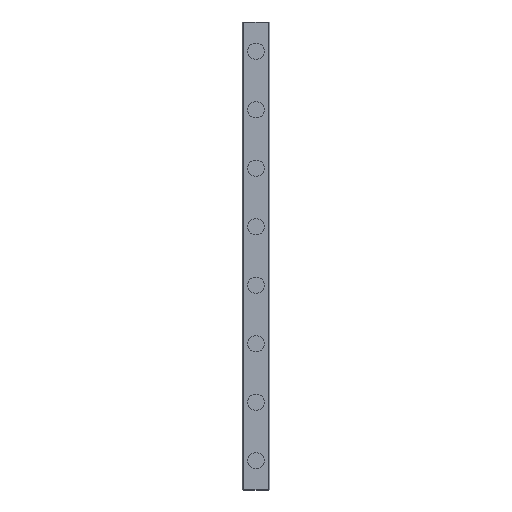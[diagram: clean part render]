
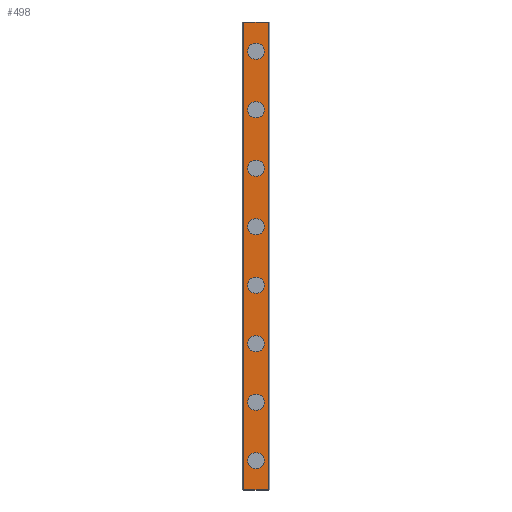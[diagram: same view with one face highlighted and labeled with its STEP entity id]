
A CAD part, top view. The second image highlights one B-rep face of the part: STEP entity #498.
In plain terms, the highlighted planar face has unit normal (0, 0, 1).
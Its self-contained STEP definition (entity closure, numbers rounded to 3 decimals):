
#498=ADVANCED_FACE('',(#1023,#1024,#1025,#1026,#1027,#1028,#1029,#1030,#1031),#1032,.T.);
#1023=FACE_BOUND('',#1560,.T.);
#1024=FACE_BOUND('',#1561,.T.);
#1025=FACE_BOUND('',#1562,.T.);
#1026=FACE_BOUND('',#1563,.T.);
#1027=FACE_BOUND('',#1564,.T.);
#1028=FACE_BOUND('',#1565,.T.);
#1029=FACE_BOUND('',#1566,.T.);
#1030=FACE_BOUND('',#1567,.T.);
#1031=FACE_OUTER_BOUND('',#1568,.T.);
#1032=PLANE('',#1569);
#1560=EDGE_LOOP('',(#2974,#2975));
#1561=EDGE_LOOP('',(#2976,#2977));
#1562=EDGE_LOOP('',(#2978,#2979));
#1563=EDGE_LOOP('',(#2980,#2981));
#1564=EDGE_LOOP('',(#2982,#2983));
#1565=EDGE_LOOP('',(#2984,#2985));
#1566=EDGE_LOOP('',(#2986,#2987));
#1567=EDGE_LOOP('',(#2988,#2989));
#1568=EDGE_LOOP('',(#2990,#2991,#2992,#2993));
#1569=AXIS2_PLACEMENT_3D('',#2994,#2995,#2996);
#2974=ORIENTED_EDGE('',*,*,#3189,.T.);
#2975=ORIENTED_EDGE('',*,*,#3579,.T.);
#2976=ORIENTED_EDGE('',*,*,#3179,.T.);
#2977=ORIENTED_EDGE('',*,*,#3585,.T.);
#2978=ORIENTED_EDGE('',*,*,#3169,.T.);
#2979=ORIENTED_EDGE('',*,*,#3591,.T.);
#2980=ORIENTED_EDGE('',*,*,#3159,.T.);
#2981=ORIENTED_EDGE('',*,*,#3597,.T.);
#2982=ORIENTED_EDGE('',*,*,#3149,.T.);
#2983=ORIENTED_EDGE('',*,*,#3603,.T.);
#2984=ORIENTED_EDGE('',*,*,#3139,.T.);
#2985=ORIENTED_EDGE('',*,*,#3609,.T.);
#2986=ORIENTED_EDGE('',*,*,#3129,.T.);
#2987=ORIENTED_EDGE('',*,*,#3615,.T.);
#2988=ORIENTED_EDGE('',*,*,#3119,.T.);
#2989=ORIENTED_EDGE('',*,*,#3621,.T.);
#2990=ORIENTED_EDGE('',*,*,#3564,.T.);
#2991=ORIENTED_EDGE('',*,*,#3655,.F.);
#2992=ORIENTED_EDGE('',*,*,#3450,.T.);
#2993=ORIENTED_EDGE('',*,*,#3653,.T.);
#2994=CARTESIAN_POINT('',(0.0,120.0,4.8));
#2995=DIRECTION('',(0.0,0.0,1.0));
#2996=DIRECTION('',(-1.0,0.0,0.0));
#3119=EDGE_CURVE('',#3712,#3709,#3713,.T.);
#3129=EDGE_CURVE('',#3730,#3727,#3731,.T.);
#3139=EDGE_CURVE('',#3748,#3745,#3749,.T.);
#3149=EDGE_CURVE('',#3766,#3763,#3767,.T.);
#3159=EDGE_CURVE('',#3784,#3781,#3785,.T.);
#3169=EDGE_CURVE('',#3802,#3799,#3803,.T.);
#3179=EDGE_CURVE('',#3820,#3817,#3821,.T.);
#3189=EDGE_CURVE('',#3838,#3835,#3839,.T.);
#3450=EDGE_CURVE('',#4224,#4222,#4225,.T.);
#3564=EDGE_CURVE('',#4405,#4403,#4406,.T.);
#3579=EDGE_CURVE('',#3835,#3838,#4432,.T.);
#3585=EDGE_CURVE('',#3817,#3820,#4438,.T.);
#3591=EDGE_CURVE('',#3799,#3802,#4444,.T.);
#3597=EDGE_CURVE('',#3781,#3784,#4450,.T.);
#3603=EDGE_CURVE('',#3763,#3766,#4456,.T.);
#3609=EDGE_CURVE('',#3745,#3748,#4462,.T.);
#3615=EDGE_CURVE('',#3727,#3730,#4468,.T.);
#3621=EDGE_CURVE('',#3709,#3712,#4474,.T.);
#3653=EDGE_CURVE('',#4222,#4405,#4506,.T.);
#3655=EDGE_CURVE('',#4224,#4403,#4508,.T.);
#3709=VERTEX_POINT('',#4568);
#3712=VERTEX_POINT('',#4572);
#3713=CIRCLE('',#4573,2.1);
#3727=VERTEX_POINT('',#4590);
#3730=VERTEX_POINT('',#4594);
#3731=CIRCLE('',#4595,2.1);
#3745=VERTEX_POINT('',#4612);
#3748=VERTEX_POINT('',#4616);
#3749=CIRCLE('',#4617,2.1);
#3763=VERTEX_POINT('',#4634);
#3766=VERTEX_POINT('',#4638);
#3767=CIRCLE('',#4639,2.1);
#3781=VERTEX_POINT('',#4656);
#3784=VERTEX_POINT('',#4660);
#3785=CIRCLE('',#4661,2.1);
#3799=VERTEX_POINT('',#4678);
#3802=VERTEX_POINT('',#4682);
#3803=CIRCLE('',#4683,2.1);
#3817=VERTEX_POINT('',#4700);
#3820=VERTEX_POINT('',#4704);
#3821=CIRCLE('',#4705,2.1);
#3835=VERTEX_POINT('',#4722);
#3838=VERTEX_POINT('',#4726);
#3839=CIRCLE('',#4727,2.1);
#4222=VERTEX_POINT('',#5248);
#4224=VERTEX_POINT('',#5251);
#4225=LINE('',#5252,#5253);
#4403=VERTEX_POINT('',#5505);
#4405=VERTEX_POINT('',#5508);
#4406=LINE('',#5509,#5510);
#4432=CIRCLE('',#5542,2.1);
#4438=CIRCLE('',#5548,2.1);
#4444=CIRCLE('',#5554,2.1);
#4450=CIRCLE('',#5560,2.1);
#4456=CIRCLE('',#5566,2.1);
#4462=CIRCLE('',#5572,2.1);
#4468=CIRCLE('',#5578,2.1);
#4474=CIRCLE('',#5584,2.1);
#4506=LINE('',#5629,#5630);
#4508=LINE('',#5632,#5633);
#4568=CARTESIAN_POINT('',(2.1,7.5,4.8));
#4572=CARTESIAN_POINT('',(-2.1,7.5,4.8));
#4573=AXIS2_PLACEMENT_3D('',#5695,#5696,#5697);
#4590=CARTESIAN_POINT('',(2.1,22.5,4.8));
#4594=CARTESIAN_POINT('',(-2.1,22.5,4.8));
#4595=AXIS2_PLACEMENT_3D('',#5711,#5712,#5713);
#4612=CARTESIAN_POINT('',(2.1,37.5,4.8));
#4616=CARTESIAN_POINT('',(-2.1,37.5,4.8));
#4617=AXIS2_PLACEMENT_3D('',#5727,#5728,#5729);
#4634=CARTESIAN_POINT('',(2.1,52.5,4.8));
#4638=CARTESIAN_POINT('',(-2.1,52.5,4.8));
#4639=AXIS2_PLACEMENT_3D('',#5743,#5744,#5745);
#4656=CARTESIAN_POINT('',(2.1,67.5,4.8));
#4660=CARTESIAN_POINT('',(-2.1,67.5,4.8));
#4661=AXIS2_PLACEMENT_3D('',#5759,#5760,#5761);
#4678=CARTESIAN_POINT('',(2.1,82.5,4.8));
#4682=CARTESIAN_POINT('',(-2.1,82.5,4.8));
#4683=AXIS2_PLACEMENT_3D('',#5775,#5776,#5777);
#4700=CARTESIAN_POINT('',(2.1,97.5,4.8));
#4704=CARTESIAN_POINT('',(-2.1,97.5,4.8));
#4705=AXIS2_PLACEMENT_3D('',#5791,#5792,#5793);
#4722=CARTESIAN_POINT('',(2.1,112.5,4.8));
#4726=CARTESIAN_POINT('',(-2.1,112.5,4.8));
#4727=AXIS2_PLACEMENT_3D('',#5807,#5808,#5809);
#5248=CARTESIAN_POINT('',(-3.2,120.0,4.8));
#5251=CARTESIAN_POINT('',(3.2,120.0,4.8));
#5252=CARTESIAN_POINT('',(3.2,120.0,4.8));
#5253=VECTOR('',#6093,1.0);
#5505=CARTESIAN_POINT('',(3.2,0.0,4.8));
#5508=CARTESIAN_POINT('',(-3.2,0.0,4.8));
#5509=CARTESIAN_POINT('',(3.2,0.0,4.8));
#5510=VECTOR('',#6211,1.0);
#5542=AXIS2_PLACEMENT_3D('',#6239,#6240,#6241);
#5548=AXIS2_PLACEMENT_3D('',#6248,#6249,#6250);
#5554=AXIS2_PLACEMENT_3D('',#6257,#6258,#6259);
#5560=AXIS2_PLACEMENT_3D('',#6266,#6267,#6268);
#5566=AXIS2_PLACEMENT_3D('',#6275,#6276,#6277);
#5572=AXIS2_PLACEMENT_3D('',#6284,#6285,#6286);
#5578=AXIS2_PLACEMENT_3D('',#6293,#6294,#6295);
#5584=AXIS2_PLACEMENT_3D('',#6302,#6303,#6304);
#5629=CARTESIAN_POINT('',(-3.2,120.0,4.8));
#5630=VECTOR('',#6324,1.0);
#5632=CARTESIAN_POINT('',(3.2,120.0,4.8));
#5633=VECTOR('',#6325,1.0);
#5695=CARTESIAN_POINT('',(0.0,7.5,4.8));
#5696=DIRECTION('',(0.0,0.0,-1.0));
#5697=DIRECTION('',(1.0,0.0,0.0));
#5711=CARTESIAN_POINT('',(0.0,22.5,4.8));
#5712=DIRECTION('',(0.0,0.0,-1.0));
#5713=DIRECTION('',(1.0,0.0,0.0));
#5727=CARTESIAN_POINT('',(0.0,37.5,4.8));
#5728=DIRECTION('',(0.0,0.0,-1.0));
#5729=DIRECTION('',(1.0,0.0,0.0));
#5743=CARTESIAN_POINT('',(0.0,52.5,4.8));
#5744=DIRECTION('',(0.0,0.0,-1.0));
#5745=DIRECTION('',(1.0,0.0,0.0));
#5759=CARTESIAN_POINT('',(0.0,67.5,4.8));
#5760=DIRECTION('',(0.0,0.0,-1.0));
#5761=DIRECTION('',(1.0,0.0,0.0));
#5775=CARTESIAN_POINT('',(0.0,82.5,4.8));
#5776=DIRECTION('',(0.0,0.0,-1.0));
#5777=DIRECTION('',(1.0,0.0,0.0));
#5791=CARTESIAN_POINT('',(0.0,97.5,4.8));
#5792=DIRECTION('',(0.0,0.0,-1.0));
#5793=DIRECTION('',(1.0,0.0,0.0));
#5807=CARTESIAN_POINT('',(0.0,112.5,4.8));
#5808=DIRECTION('',(0.0,0.0,-1.0));
#5809=DIRECTION('',(1.0,0.0,0.0));
#6093=DIRECTION('',(-1.0,0.0,0.0));
#6211=DIRECTION('',(1.0,0.0,0.0));
#6239=CARTESIAN_POINT('',(0.0,112.5,4.8));
#6240=DIRECTION('',(0.0,0.0,-1.0));
#6241=DIRECTION('',(1.0,0.0,0.0));
#6248=CARTESIAN_POINT('',(0.0,97.5,4.8));
#6249=DIRECTION('',(0.0,0.0,-1.0));
#6250=DIRECTION('',(1.0,0.0,0.0));
#6257=CARTESIAN_POINT('',(0.0,82.5,4.8));
#6258=DIRECTION('',(0.0,0.0,-1.0));
#6259=DIRECTION('',(1.0,0.0,0.0));
#6266=CARTESIAN_POINT('',(0.0,67.5,4.8));
#6267=DIRECTION('',(0.0,0.0,-1.0));
#6268=DIRECTION('',(1.0,0.0,0.0));
#6275=CARTESIAN_POINT('',(0.0,52.5,4.8));
#6276=DIRECTION('',(0.0,0.0,-1.0));
#6277=DIRECTION('',(1.0,0.0,0.0));
#6284=CARTESIAN_POINT('',(0.0,37.5,4.8));
#6285=DIRECTION('',(0.0,0.0,-1.0));
#6286=DIRECTION('',(1.0,0.0,0.0));
#6293=CARTESIAN_POINT('',(0.0,22.5,4.8));
#6294=DIRECTION('',(0.0,0.0,-1.0));
#6295=DIRECTION('',(1.0,0.0,0.0));
#6302=CARTESIAN_POINT('',(0.0,7.5,4.8));
#6303=DIRECTION('',(0.0,0.0,-1.0));
#6304=DIRECTION('',(1.0,0.0,0.0));
#6324=DIRECTION('',(0.0,-1.0,0.0));
#6325=DIRECTION('',(0.0,-1.0,0.0));
